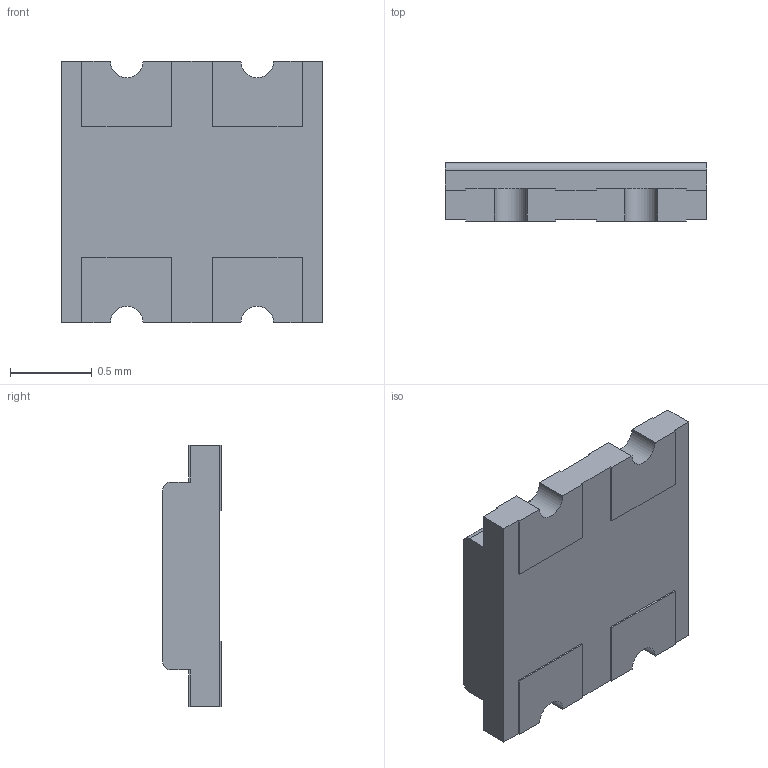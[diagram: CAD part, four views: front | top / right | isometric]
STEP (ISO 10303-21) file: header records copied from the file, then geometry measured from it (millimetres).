
FILE_DESCRIPTION((''),'2;1');
FILE_NAME('LTST-C19HE1WT','2019-02-11T',('Dragos'),(''),'PRO/ENGINEER BY PARAMETRIC TECHNOLOGY CORPORATION, 2004440','PRO/ENGINEER BY PARAMETRIC TECHNOLOGY CORPORATION, 2004440','');
FILE_SCHEMA(('AUTOMOTIVE_DESIGN { 1 0 10303 214 1 1 1 1 }'));
Length unit declared in the file: millimetre
Products named in the file (1): LTST-C19HE1WT
Bounding box: 1.6 x 0.36 x 1.6 mm (x, y, z)
Volume: 0.8 mm3; surface area: 7.2 mm2
Topology: 1 solids, 1 shells, 52 faces, 150 edges, 100 vertices
Faces by surface type: plane 46, cylinder 6
Entity records: 2624 total; most frequent: CARTESIAN_POINT 304, ORIENTED_EDGE 300, DIRECTION 268, PRESENTATION_STYLE_ASSIGNMENT 187, STYLED_ITEM 157, CURVE_STYLE 151, EDGE_CURVE 150, VECTOR 138
